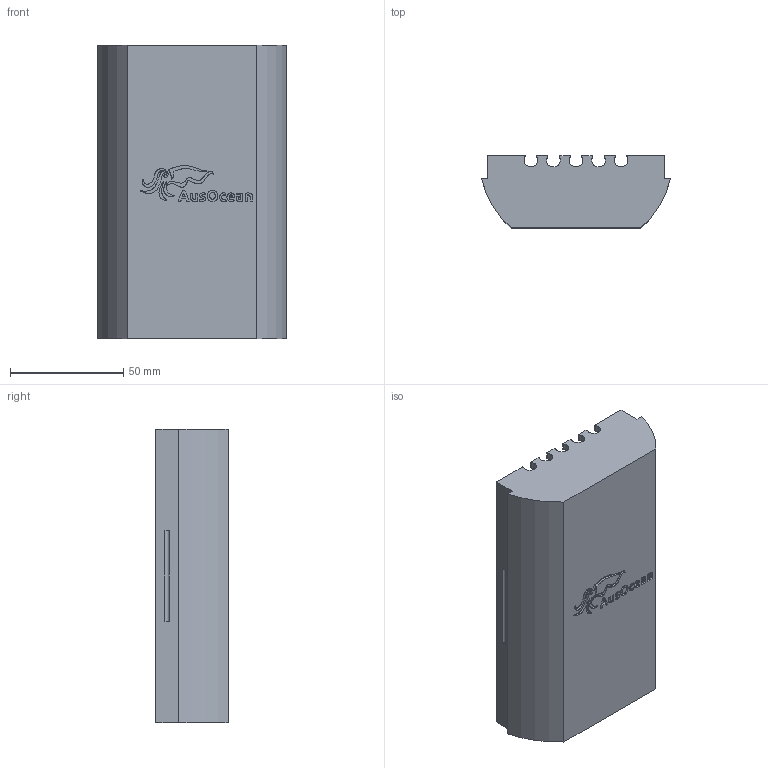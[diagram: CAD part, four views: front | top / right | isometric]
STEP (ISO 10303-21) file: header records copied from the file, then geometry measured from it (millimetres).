
FILE_DESCRIPTION(/* description */ (''),/* implementation_level */ '2;1');
FILE_NAME(/* name */ 'ControllerShell.stp',/* time_stamp */ '2020-11-10T11:11:08+11:00',/* author */ ('frank'),/* organization */ (''),/* preprocessor_version */ 'ST-DEVELOPER v18',/* originating_system */ 'Autodesk Inventor 2020',/* authorisation */ '');
FILE_SCHEMA (('AUTOMOTIVE_DESIGN { 1 0 10303 214 3 1 1 }'));
Length unit declared in the file: millimetre
Products named in the file (1): ControllerShell
Bounding box: 83.64 x 32 x 130 mm (x, y, z)
Volume: 59021.2 mm3; surface area: 43173.7 mm2
Topology: 1 solids, 1 shells, 759 faces, 2202 edges, 1468 vertices
Faces by surface type: cylinder 637, plane 110, bspline 12
Entity records: 25829 total; most frequent: DIRECTION 5004, CARTESIAN_POINT 4490, ORIENTED_EDGE 4404, EDGE_CURVE 2202, AXIS2_PLACEMENT_3D 2054, VERTEX_POINT 1468, CIRCLE 1282, LINE 896
